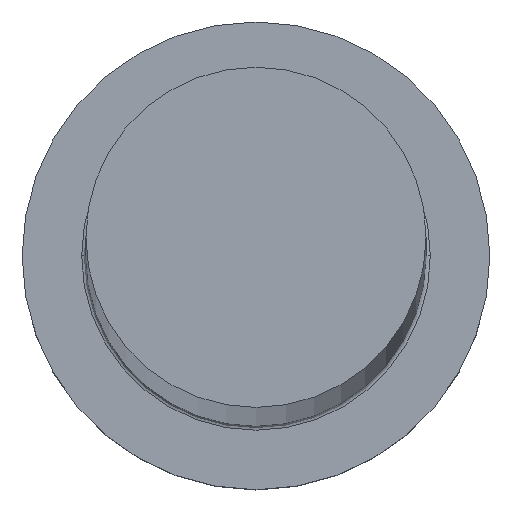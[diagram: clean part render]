
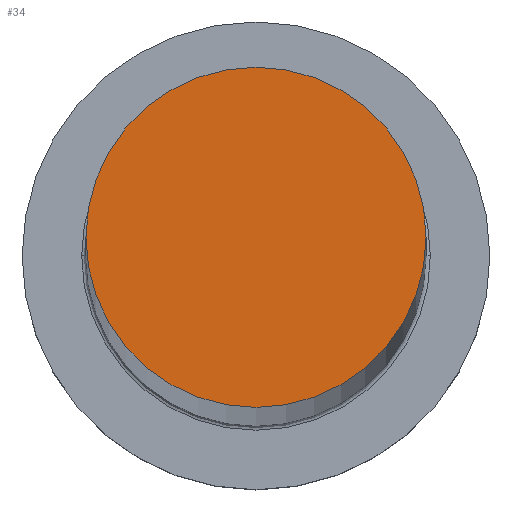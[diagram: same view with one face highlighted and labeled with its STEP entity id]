
A CAD part, top view. The second image highlights one B-rep face of the part: STEP entity #34.
In plain terms, the highlighted planar face has unit normal (0, 0, 1).
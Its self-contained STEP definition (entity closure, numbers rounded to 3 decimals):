
#1 = DIRECTION ( 'NONE',  ( 1., 0., 0. ) ) ;
#7 = VERTEX_POINT ( 'NONE', #92 ) ;
#13 = EDGE_CURVE ( 'NONE', #7, #162, #212, .T. ) ;
#16 = EDGE_LOOP ( 'NONE', ( #128, #154 ) ) ;
#18 = CARTESIAN_POINT ( 'NONE',  ( 0., 0., 507. ) ) ;
#34 = ADVANCED_FACE ( 'NONE', ( #111 ), #201, .T. ) ;
#57 = CARTESIAN_POINT ( 'NONE',  ( 8., 0., 507. ) ) ;
#89 = DIRECTION ( 'NONE',  ( 0., 0., 1. ) ) ;
#91 = DIRECTION ( 'NONE',  ( 1., 0., 0. ) ) ;
#92 = CARTESIAN_POINT ( 'NONE',  ( -8., 0., 507. ) ) ;
#111 = FACE_OUTER_BOUND ( 'NONE', #16, .T. ) ;
#127 = EDGE_CURVE ( 'NONE', #162, #7, #273, .T. ) ;
#128 = ORIENTED_EDGE ( 'NONE', *, *, #13, .T. ) ;
#154 = ORIENTED_EDGE ( 'NONE', *, *, #127, .T. ) ;
#158 = DIRECTION ( 'NONE',  ( 1., 0., 0. ) ) ;
#162 = VERTEX_POINT ( 'NONE', #57 ) ;
#194 = AXIS2_PLACEMENT_3D ( 'NONE', #263, #284, #1 ) ;
#201 = PLANE ( 'NONE',  #294 ) ;
#202 = CARTESIAN_POINT ( 'NONE',  ( 0., 0., 507. ) ) ;
#212 = CIRCLE ( 'NONE', #254, 8. ) ;
#223 = DIRECTION ( 'NONE',  ( 0., 0., 1. ) ) ;
#254 = AXIS2_PLACEMENT_3D ( 'NONE', #18, #89, #158 ) ;
#263 = CARTESIAN_POINT ( 'NONE',  ( 0., 0., 507. ) ) ;
#273 = CIRCLE ( 'NONE', #194, 8. ) ;
#284 = DIRECTION ( 'NONE',  ( 0., 0., 1. ) ) ;
#294 = AXIS2_PLACEMENT_3D ( 'NONE', #202, #223, #91 ) ;
